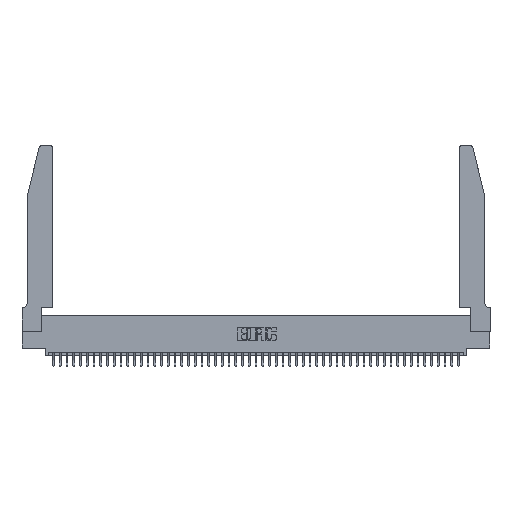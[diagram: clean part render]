
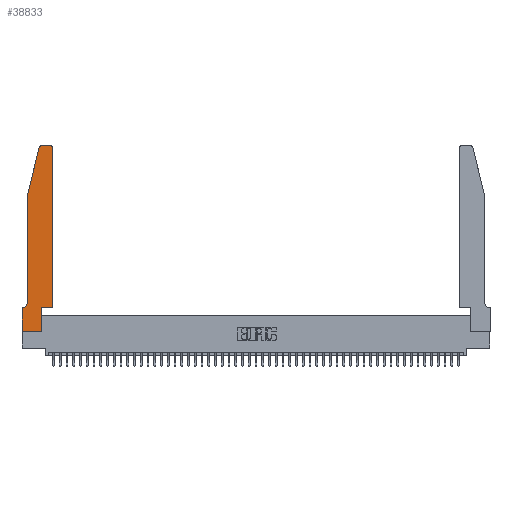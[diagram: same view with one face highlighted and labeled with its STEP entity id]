
A CAD part, top view. The second image highlights one B-rep face of the part: STEP entity #38833.
In plain terms, the highlighted planar face has unit normal (0, 0, 1).
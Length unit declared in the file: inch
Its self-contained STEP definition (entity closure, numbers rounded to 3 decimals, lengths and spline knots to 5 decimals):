
#1654 = DIRECTION ( 'NONE',  ( 1., 0., 0. ) ) ;
#1751 = DIRECTION ( 'NONE',  ( -0.239, -0.971, 0. ) ) ;
#1815 = CARTESIAN_POINT ( 'NONE',  ( 0., 0., 0.37 ) ) ;
#2844 = VECTOR ( 'NONE', #47005, 39.37008 ) ;
#2967 = CARTESIAN_POINT ( 'NONE',  ( 0.4205, 2.75, 0.37 ) ) ;
#3979 = EDGE_CURVE ( 'NONE', #12558, #22584, #20342, .T. ) ;
#4061 = CARTESIAN_POINT ( 'NONE',  ( 0.4205, 2.72, 0.37 ) ) ;
#4670 = EDGE_CURVE ( 'NONE', #46583, #10344, #50187, .T. ) ;
#4943 = CARTESIAN_POINT ( 'NONE',  ( 0.284, 2.72, 0.37 ) ) ;
#5122 = VERTEX_POINT ( 'NONE', #18739 ) ;
#6109 = CARTESIAN_POINT ( 'NONE',  ( 0.0755, 2., 0.37 ) ) ;
#6182 = CARTESIAN_POINT ( 'NONE',  ( 0.2865, 0., 0.37 ) ) ;
#6280 = DIRECTION ( 'NONE',  ( 0., 1., 0. ) ) ;
#6951 = CARTESIAN_POINT ( 'NONE',  ( 0., 0.35, 0.37 ) ) ;
#8043 = VERTEX_POINT ( 'NONE', #35089 ) ;
#8200 = DIRECTION ( 'NONE',  ( 0., 0., 1. ) ) ;
#8496 = CARTESIAN_POINT ( 'NONE',  ( 0.2605, 2.75, 0.37 ) ) ;
#8499 = DIRECTION ( 'NONE',  ( 1., 0., 0. ) ) ;
#10344 = VERTEX_POINT ( 'NONE', #36124 ) ;
#10895 = VERTEX_POINT ( 'NONE', #2967 ) ;
#11158 = ORIENTED_EDGE ( 'NONE', *, *, #4670, .T. ) ;
#11922 = DIRECTION ( 'NONE',  ( 0., 0., 1. ) ) ;
#12062 = EDGE_CURVE ( 'NONE', #22207, #10895, #25605, .T. ) ;
#12558 = VERTEX_POINT ( 'NONE', #35877 ) ;
#12861 = DIRECTION ( 'NONE',  ( 0., 1., 0. ) ) ;
#12874 = CARTESIAN_POINT ( 'NONE',  ( 0.4505, 2.72, 0.37 ) ) ;
#13087 = ORIENTED_EDGE ( 'NONE', *, *, #3979, .T. ) ;
#13618 = DIRECTION ( 'NONE',  ( -1., 0., 0. ) ) ;
#13995 = CIRCLE ( 'NONE', #50379, 0.03 ) ;
#16387 = VECTOR ( 'NONE', #17178, 39.37008 ) ;
#17159 = EDGE_CURVE ( 'NONE', #5122, #17810, #34173, .T. ) ;
#17178 = DIRECTION ( 'NONE',  ( 0., -1., 0. ) ) ;
#17317 = FACE_OUTER_BOUND ( 'NONE', #47815, .T. ) ;
#17810 = VERTEX_POINT ( 'NONE', #6182 ) ;
#18010 = DIRECTION ( 'NONE',  ( 0., 0., 1. ) ) ;
#18029 = LINE ( 'NONE', #30593, #50315 ) ;
#18140 = EDGE_CURVE ( 'NONE', #49999, #46583, #13995, .T. ) ;
#18519 = PLANE ( 'NONE',  #29728 ) ;
#18739 = CARTESIAN_POINT ( 'NONE',  ( 0., 0., 0.37 ) ) ;
#19303 = EDGE_CURVE ( 'NONE', #45155, #22207, #29053, .T. ) ;
#20238 = DIRECTION ( 'NONE',  ( 1., 0., 0. ) ) ;
#20342 = CIRCLE ( 'NONE', #37918, 0.07 ) ;
#21412 = EDGE_CURVE ( 'NONE', #33820, #45155, #33115, .T. ) ;
#21478 = VECTOR ( 'NONE', #8499, 39.37008 ) ;
#21601 = ORIENTED_EDGE ( 'NONE', *, *, #45954, .T. ) ;
#21615 = ORIENTED_EDGE ( 'NONE', *, *, #12062, .T. ) ;
#21709 = DIRECTION ( 'NONE',  ( 0., 0., -1. ) ) ;
#22207 = VERTEX_POINT ( 'NONE', #12874 ) ;
#22584 = VERTEX_POINT ( 'NONE', #45542 ) ;
#23363 = EDGE_CURVE ( 'NONE', #10895, #49999, #30286, .T. ) ;
#23782 = VECTOR ( 'NONE', #1654, 39.37008 ) ;
#24000 = DIRECTION ( 'NONE',  ( 1., 0., 0. ) ) ;
#24271 = VECTOR ( 'NONE', #42741, 39.37008 ) ;
#24612 = VECTOR ( 'NONE', #1751, 39.37008 ) ;
#24857 = CARTESIAN_POINT ( 'NONE',  ( 0.284, 2.75, 0.37 ) ) ;
#25605 = CIRCLE ( 'NONE', #34591, 0.03 ) ;
#27110 = CARTESIAN_POINT ( 'NONE',  ( 0.0755, 0.35, 0.37 ) ) ;
#27156 = DIRECTION ( 'NONE',  ( 0., -1., 0. ) ) ;
#29053 = LINE ( 'NONE', #30147, #44289 ) ;
#29728 = AXIS2_PLACEMENT_3D ( 'NONE', #6951, #18010, #42041 ) ;
#30147 = CARTESIAN_POINT ( 'NONE',  ( 0.4505, 0.35, 0.37 ) ) ;
#30286 = LINE ( 'NONE', #8496, #2844 ) ;
#30593 = CARTESIAN_POINT ( 'NONE',  ( 0., 0., 0.37 ) ) ;
#33115 = LINE ( 'NONE', #44077, #21478 ) ;
#33325 = EDGE_CURVE ( 'NONE', #8043, #5122, #18029, .T. ) ;
#33820 = VERTEX_POINT ( 'NONE', #41912 ) ;
#34173 = LINE ( 'NONE', #1815, #23782 ) ;
#34363 = VECTOR ( 'NONE', #12861, 39.37008 ) ;
#34539 = ORIENTED_EDGE ( 'NONE', *, *, #23363, .T. ) ;
#34591 = AXIS2_PLACEMENT_3D ( 'NONE', #4061, #11922, #24000 ) ;
#35089 = CARTESIAN_POINT ( 'NONE',  ( 0., 0.35, 0.37 ) ) ;
#35545 = CARTESIAN_POINT ( 'NONE',  ( 0.2865, 0.35, 0.37 ) ) ;
#35877 = CARTESIAN_POINT ( 'NONE',  ( 0.0755, 0.42, 0.37 ) ) ;
#36124 = CARTESIAN_POINT ( 'NONE',  ( 0.0755, 2., 0.37 ) ) ;
#36636 = EDGE_CURVE ( 'NONE', #10344, #12558, #49277, .T. ) ;
#37099 = ORIENTED_EDGE ( 'NONE', *, *, #17159, .T. ) ;
#37918 = AXIS2_PLACEMENT_3D ( 'NONE', #45092, #21709, #13618 ) ;
#38833 = ADVANCED_FACE ( 'NONE', ( #17317 ), #18519, .T. ) ;
#39724 = EDGE_CURVE ( 'NONE', #17810, #33820, #44073, .T. ) ;
#40453 = ORIENTED_EDGE ( 'NONE', *, *, #19303, .T. ) ;
#41123 = CARTESIAN_POINT ( 'NONE',  ( 0.4505, 0.35, 0.37 ) ) ;
#41912 = CARTESIAN_POINT ( 'NONE',  ( 0.2865, 0.35, 0.37 ) ) ;
#42041 = DIRECTION ( 'NONE',  ( 1., 0., 0. ) ) ;
#42741 = DIRECTION ( 'NONE',  ( -1., 0., 0. ) ) ;
#44073 = LINE ( 'NONE', #35545, #34363 ) ;
#44077 = CARTESIAN_POINT ( 'NONE',  ( 0.4505, 0.35, 0.37 ) ) ;
#44289 = VECTOR ( 'NONE', #6280, 39.37008 ) ;
#45092 = CARTESIAN_POINT ( 'NONE',  ( 0.0055, 0.42, 0.37 ) ) ;
#45155 = VERTEX_POINT ( 'NONE', #41123 ) ;
#45354 = ORIENTED_EDGE ( 'NONE', *, *, #33325, .T. ) ;
#45530 = ORIENTED_EDGE ( 'NONE', *, *, #21412, .T. ) ;
#45542 = CARTESIAN_POINT ( 'NONE',  ( 0.0055, 0.35, 0.37 ) ) ;
#45954 = EDGE_CURVE ( 'NONE', #22584, #8043, #50440, .T. ) ;
#46583 = VERTEX_POINT ( 'NONE', #49566 ) ;
#46874 = ORIENTED_EDGE ( 'NONE', *, *, #39724, .T. ) ;
#47005 = DIRECTION ( 'NONE',  ( -1., 0., 0. ) ) ;
#47777 = ORIENTED_EDGE ( 'NONE', *, *, #18140, .T. ) ;
#47815 = EDGE_LOOP ( 'NONE', ( #34539, #47777, #11158, #49617, #13087, #21601, #45354, #37099, #46874, #45530, #40453, #21615 ) ) ;
#48757 = CARTESIAN_POINT ( 'NONE',  ( 0.0755, 2., 0.37 ) ) ;
#49277 = LINE ( 'NONE', #6109, #16387 ) ;
#49566 = CARTESIAN_POINT ( 'NONE',  ( 0.25487, 2.72718, 0.37 ) ) ;
#49617 = ORIENTED_EDGE ( 'NONE', *, *, #36636, .T. ) ;
#49999 = VERTEX_POINT ( 'NONE', #24857 ) ;
#50187 = LINE ( 'NONE', #48757, #24612 ) ;
#50315 = VECTOR ( 'NONE', #27156, 39.37008 ) ;
#50379 = AXIS2_PLACEMENT_3D ( 'NONE', #4943, #8200, #20238 ) ;
#50440 = LINE ( 'NONE', #27110, #24271 ) ;
